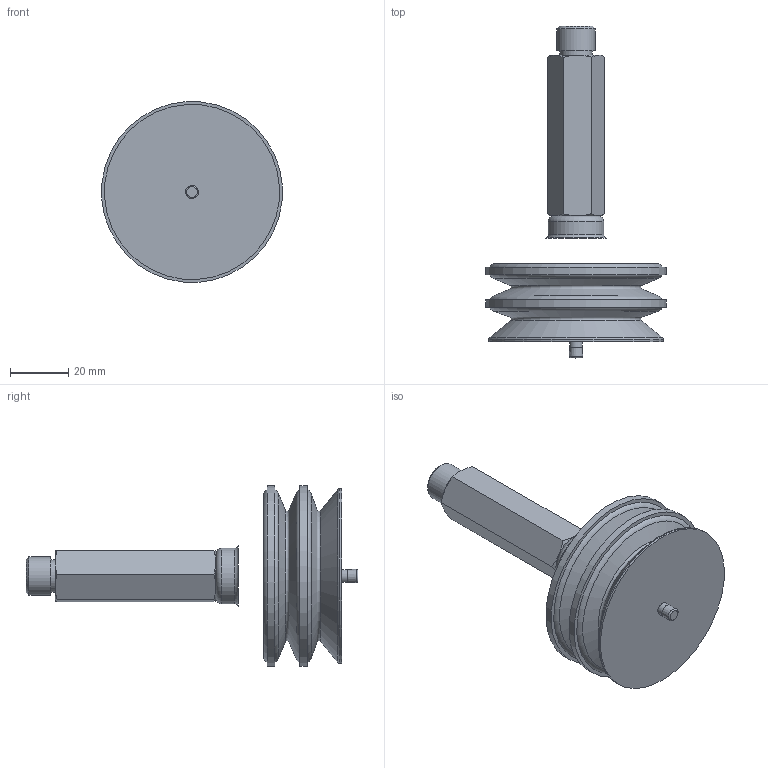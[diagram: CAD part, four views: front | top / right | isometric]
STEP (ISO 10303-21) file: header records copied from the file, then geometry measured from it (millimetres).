
FILE_DESCRIPTION(/* description */ (''),/* implementation_level */ '2;1');
FILE_NAME(/* name */ 'vf62nit_racval17.stp',/* time_stamp */ '2020-07-06T10:01:58+02:00',/* author */ ('enginyeria'),/* organization */ (''),/* preprocessor_version */ 'ST-DEVELOPER v17',/* originating_system */ 'Autodesk Inventor 2019',/* authorisation */ '');
FILE_SCHEMA (('CONFIG_CONTROL_DESIGN'));
Length unit declared in the file: millimetre
Products named in the file (1): Pieza67
Bounding box: 61.86 x 113.67 x 61.86 mm (x, y, z)
Volume: 90808.3 mm3; surface area: 18686.1 mm2
Topology: 1 solids, 1 shells, 55 faces, 152 edges, 107 vertices
Faces by surface type: cone 21, plane 16, torus 10, cylinder 8
Full cylindrical faces by diameter (mm): 4.457 x1, 8.5 x1, 11 x1, 13.157 x1, 19 x1, 60 x1, 62 x2
Entity records: 1925 total; most frequent: CARTESIAN_POINT 362, DIRECTION 343, ORIENTED_EDGE 302, AXIS2_PLACEMENT_3D 160, EDGE_CURVE 151, VERTEX_POINT 107, CIRCLE 104, EDGE_LOOP 64
